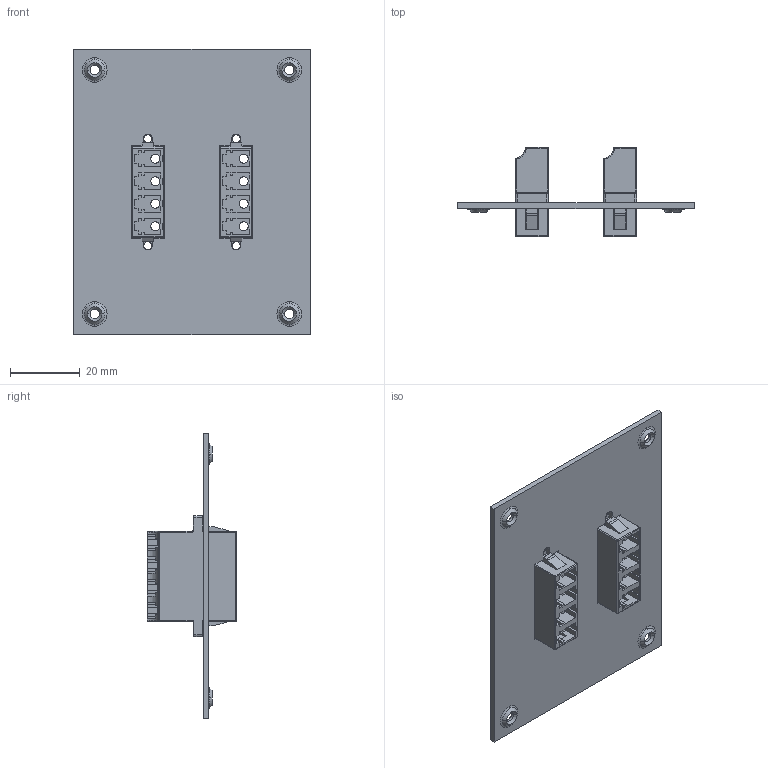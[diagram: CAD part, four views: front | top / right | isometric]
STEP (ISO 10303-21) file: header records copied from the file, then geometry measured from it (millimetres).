
FILE_DESCRIPTION (( 'STEP AP214' ), '1' );
FILE_NAME ('USP2QD-MM_3D.step', '2024-02-22T22:56:14', ( '' ), ( '' ), 'SwSTEP 2.0', 'SolidWorks 2022', '' );
FILE_SCHEMA (( 'AUTOMOTIVE_DESIGN' ));
Length unit declared in the file: inch
Products named in the file (3): FOA-560; 1AR17-009; USP2QD-MM_3D
Assembly tree (3 placements, depth 2):
  USP2QD-MM_3D
    1AR17-009
    FOA-560  x2
Bounding box: 68.07 x 25.63 x 82.04 mm (x, y, z)
Volume: 13962.9 mm3; surface area: 20950.5 mm2
Topology: 3 solids, 3 shells, 650 faces, 1804 edges, 1148 vertices
Faces by surface type: plane 442, cylinder 116, torus 52, cone 24, sphere 16
Entity records: 14461 total; most frequent: CARTESIAN_POINT 2040, ORIENTED_EDGE 2014, DIRECTION 1999, EDGE_CURVE 1007, LINE 753, VECTOR 753, VERTEX_POINT 648, AXIS2_PLACEMENT_3D 623
